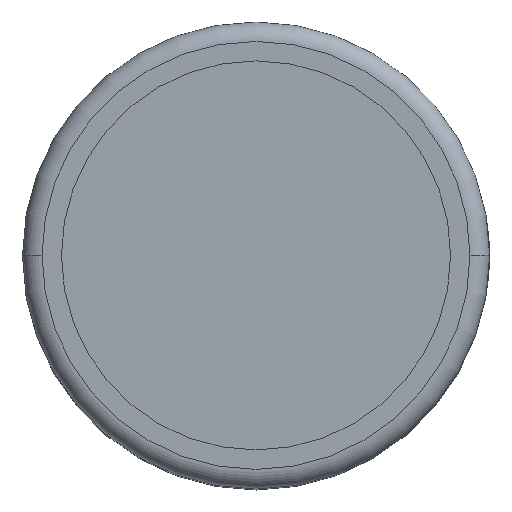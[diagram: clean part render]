
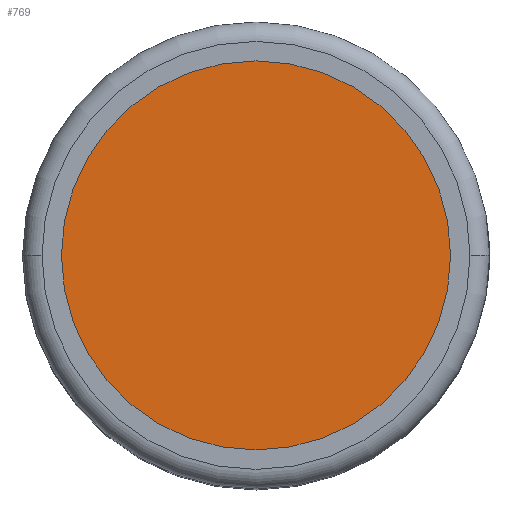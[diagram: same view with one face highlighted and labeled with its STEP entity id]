
A CAD part, top view. The second image highlights one B-rep face of the part: STEP entity #769.
In plain terms, the highlighted planar face has unit normal (0, 0, 1).
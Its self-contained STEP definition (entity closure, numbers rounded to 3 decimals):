
#699=CARTESIAN_POINT('',(-15.0,0.,51.75));
#700=VERTEX_POINT('',#699);
#709=CARTESIAN_POINT('',(15.0,0.,51.75));
#710=VERTEX_POINT('',#709);
#711=CARTESIAN_POINT('',(0.,0.,51.75));
#712=DIRECTION('',(0.0,0.0,-1.0));
#713=DIRECTION('',(-1.0,0.0,0.0));
#714=AXIS2_PLACEMENT_3D('',#711,#712,#713);
#715=CIRCLE('',#714,15.0);
#716=EDGE_CURVE('',#700,#710,#715,.T.);
#750=CARTESIAN_POINT('',(0.,0.,51.75));
#751=DIRECTION('',(0.0,0.0,-1.0));
#752=DIRECTION('',(-1.0,0.0,0.0));
#753=AXIS2_PLACEMENT_3D('',#750,#751,#752);
#754=CIRCLE('',#753,15.0);
#755=EDGE_CURVE('',#710,#700,#754,.T.);
#760=CARTESIAN_POINT('',(0.,0.,51.75));
#761=DIRECTION('',(0.0,0.0,1.0));
#762=DIRECTION('',(-1.0,0.0,0.0));
#763=AXIS2_PLACEMENT_3D('',#760,#761,#762);
#764=PLANE('',#763);
#765=ORIENTED_EDGE('',*,*,#716,.F.);
#766=ORIENTED_EDGE('',*,*,#755,.F.);
#767=EDGE_LOOP('',(#765,#766));
#768=FACE_OUTER_BOUND('',#767,.T.);
#769=ADVANCED_FACE('',(#768),#764,.T.);
